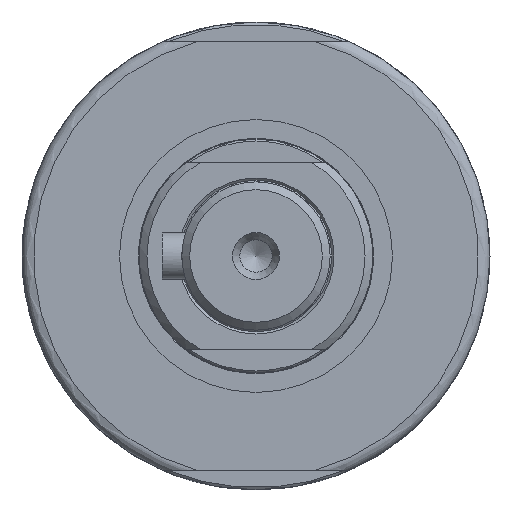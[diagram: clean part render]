
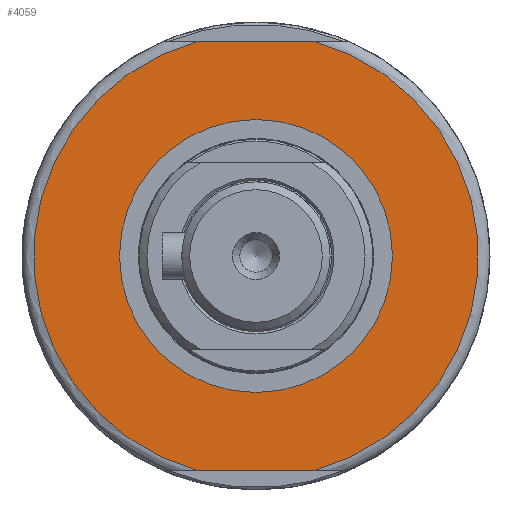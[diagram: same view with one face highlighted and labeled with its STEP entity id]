
A CAD part, left-side view. The second image highlights one B-rep face of the part: STEP entity #4059.
In plain terms, the highlighted planar face has unit normal (-1, 0, 0).
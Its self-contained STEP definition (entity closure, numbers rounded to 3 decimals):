
#350=FACE_BOUND('',#1291,.T.);
#425=LINE('',#6301,#712);
#429=LINE('',#6350,#716);
#712=VECTOR('',#5028,10.);
#716=VECTOR('',#5038,10.);
#1059=FACE_OUTER_BOUND('',#1290,.T.);
#1290=EDGE_LOOP('',(#2988,#2989,#2990,#2991));
#1291=EDGE_LOOP('',(#2992,#2993));
#1573=CIRCLE('',#4401,28.5);
#1574=CIRCLE('',#4402,28.5);
#1575=CIRCLE('',#4403,17.5);
#1576=CIRCLE('',#4404,17.5);
#1828=VERTEX_POINT('',#6285);
#1829=VERTEX_POINT('',#6300);
#1836=VERTEX_POINT('',#6334);
#1837=VERTEX_POINT('',#6349);
#1840=VERTEX_POINT('',#6384);
#1841=VERTEX_POINT('',#6385);
#2264=EDGE_CURVE('',#1829,#1828,#425,.T.);
#2273=EDGE_CURVE('',#1837,#1836,#429,.T.);
#2284=EDGE_CURVE('',#1837,#1828,#1573,.T.);
#2285=EDGE_CURVE('',#1829,#1836,#1574,.T.);
#2286=EDGE_CURVE('',#1840,#1841,#1575,.T.);
#2287=EDGE_CURVE('',#1841,#1840,#1576,.T.);
#2988=ORIENTED_EDGE('',*,*,#2264,.T.);
#2989=ORIENTED_EDGE('',*,*,#2284,.F.);
#2990=ORIENTED_EDGE('',*,*,#2273,.T.);
#2991=ORIENTED_EDGE('',*,*,#2285,.F.);
#2992=ORIENTED_EDGE('',*,*,#2286,.T.);
#2993=ORIENTED_EDGE('',*,*,#2287,.T.);
#3904=PLANE('',#4400);
#4059=ADVANCED_FACE('',(#1059,#350),#3904,.T.);
#4400=AXIS2_PLACEMENT_3D('',#6381,#5066,#5067);
#4401=AXIS2_PLACEMENT_3D('',#6382,#5068,#5069);
#4402=AXIS2_PLACEMENT_3D('',#6383,#5070,#5071);
#4403=AXIS2_PLACEMENT_3D('',#6386,#5072,#5073);
#4404=AXIS2_PLACEMENT_3D('',#6387,#5074,#5075);
#5028=DIRECTION('',(0.,-1.,0.));
#5038=DIRECTION('',(0.,1.,0.));
#5066=DIRECTION('center_axis',(-1.,0.,0.));
#5067=DIRECTION('ref_axis',(0.,0.,-1.));
#5068=DIRECTION('center_axis',(1.,0.,0.));
#5069=DIRECTION('ref_axis',(0.,-1.,0.));
#5070=DIRECTION('center_axis',(1.,0.,0.));
#5071=DIRECTION('ref_axis',(0.,-1.,0.));
#5072=DIRECTION('center_axis',(1.,0.,0.));
#5073=DIRECTION('ref_axis',(0.,-1.,0.));
#5074=DIRECTION('center_axis',(1.,0.,0.));
#5075=DIRECTION('ref_axis',(0.,-1.,0.));
#6285=CARTESIAN_POINT('',(-136.,-7.483,-27.5));
#6300=CARTESIAN_POINT('',(-136.,7.483,-27.5));
#6301=CARTESIAN_POINT('',(-136.,-24.063,-27.5));
#6334=CARTESIAN_POINT('',(-136.,7.483,27.5));
#6349=CARTESIAN_POINT('',(-136.,-7.483,27.5));
#6350=CARTESIAN_POINT('',(-136.,1.553,27.5));
#6381=CARTESIAN_POINT('Origin',(-136.,-23.,0.));
#6382=CARTESIAN_POINT('Origin',(-136.,0.,0.));
#6383=CARTESIAN_POINT('Origin',(-136.,0.,0.));
#6384=CARTESIAN_POINT('',(-136.,-17.5,0.));
#6385=CARTESIAN_POINT('',(-136.,17.5,0.));
#6386=CARTESIAN_POINT('Origin',(-136.,0.,0.));
#6387=CARTESIAN_POINT('Origin',(-136.,0.,0.));
